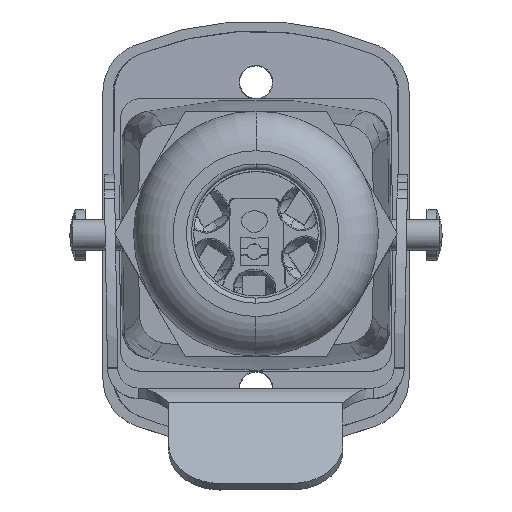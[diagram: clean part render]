
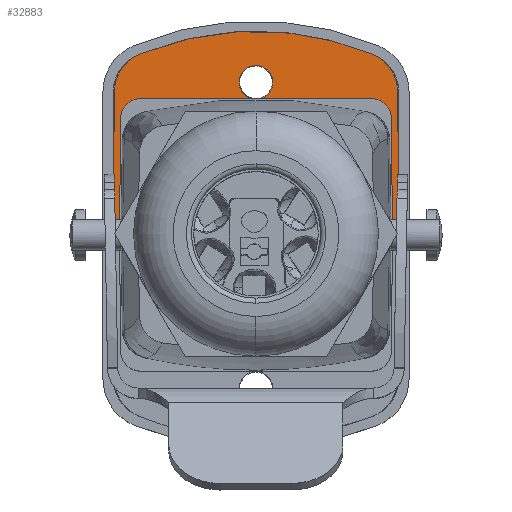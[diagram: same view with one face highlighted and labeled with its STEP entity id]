
A CAD part, top view. The second image highlights one B-rep face of the part: STEP entity #32883.
In plain terms, the highlighted planar face has unit normal (0, 0.018, 1).
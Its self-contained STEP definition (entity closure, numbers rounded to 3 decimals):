
#32853=AXIS2_PLACEMENT_3D('Plane Axis2P3D',#32850,#32851,#32852) ;
#31989=CARTESIAN_POINT('Line Origine',(5.25,25.024,8.15)) ;
#31993=CARTESIAN_POINT('Vertex',(6.25,25.024,8.15)) ;
#31995=CARTESIAN_POINT('Vertex',(4.25,25.024,8.15)) ;
#32054=CARTESIAN_POINT('Vertex',(32.25,25.024,8.15)) ;
#32057=CARTESIAN_POINT('Line Origine',(31.25,25.024,8.15)) ;
#32061=CARTESIAN_POINT('Vertex',(30.25,25.024,8.15)) ;
#32146=CARTESIAN_POINT('Vertex',(32.127,39.11,7.904)) ;
#32153=CARTESIAN_POINT('Vertex',(29.647,42.775,7.84)) ;
#32157=CARTESIAN_POINT('Control Point',(29.647,42.775,7.84)) ;
#32158=CARTESIAN_POINT('Control Point',(30.731,42.33,7.848)) ;
#32159=CARTESIAN_POINT('Control Point',(31.646,41.456,7.863)) ;
#32160=CARTESIAN_POINT('Control Point',(32.117,40.282,7.884)) ;
#32161=CARTESIAN_POINT('Control Point',(32.127,39.11,7.904)) ;
#32180=CARTESIAN_POINT('Vertex',(6.853,42.775,7.84)) ;
#32184=CARTESIAN_POINT('Control Point',(6.853,42.775,7.84)) ;
#32185=CARTESIAN_POINT('Control Point',(12.26,44.996,7.801)) ;
#32186=CARTESIAN_POINT('Control Point',(18.25,45.812,7.787)) ;
#32187=CARTESIAN_POINT('Control Point',(24.24,44.996,7.801)) ;
#32188=CARTESIAN_POINT('Control Point',(29.647,42.775,7.84)) ;
#32206=CARTESIAN_POINT('Vertex',(4.373,39.11,7.904)) ;
#32210=CARTESIAN_POINT('Control Point',(6.853,42.775,7.84)) ;
#32211=CARTESIAN_POINT('Control Point',(5.769,42.33,7.848)) ;
#32212=CARTESIAN_POINT('Control Point',(4.854,41.456,7.863)) ;
#32213=CARTESIAN_POINT('Control Point',(4.383,40.282,7.884)) ;
#32214=CARTESIAN_POINT('Control Point',(4.373,39.11,7.904)) ;
#32495=CARTESIAN_POINT('Vertex',(17.459,41.472,7.863)) ;
#32499=CARTESIAN_POINT('Control Point',(17.459,41.472,7.863)) ;
#32500=CARTESIAN_POINT('Control Point',(17.088,41.27,7.866)) ;
#32501=CARTESIAN_POINT('Control Point',(16.783,40.949,7.872)) ;
#32502=CARTESIAN_POINT('Control Point',(16.593,40.537,7.879)) ;
#32503=CARTESIAN_POINT('Control Point',(16.526,39.874,7.891)) ;
#32504=CARTESIAN_POINT('Control Point',(16.757,39.275,7.901)) ;
#32505=CARTESIAN_POINT('Control Point',(16.866,39.089,7.904)) ;
#32506=CARTESIAN_POINT('Control Point',(17.262,38.61,7.913)) ;
#32507=CARTESIAN_POINT('Control Point',(17.848,38.345,7.917)) ;
#32508=CARTESIAN_POINT('Control Point',(18.275,38.298,7.918)) ;
#32509=CARTESIAN_POINT('Control Point',(18.688,38.383,7.917)) ;
#32510=CARTESIAN_POINT('Control Point',(19.041,38.576,7.913)) ;
#32511=CARTESIAN_POINT('Vertex',(19.041,38.576,7.913)) ;
#32527=CARTESIAN_POINT('Control Point',(19.041,38.576,7.913)) ;
#32528=CARTESIAN_POINT('Control Point',(19.412,38.779,7.91)) ;
#32529=CARTESIAN_POINT('Control Point',(19.717,39.1,7.904)) ;
#32530=CARTESIAN_POINT('Control Point',(19.907,39.512,7.897)) ;
#32531=CARTESIAN_POINT('Control Point',(19.974,40.174,7.886)) ;
#32532=CARTESIAN_POINT('Control Point',(19.743,40.773,7.875)) ;
#32533=CARTESIAN_POINT('Control Point',(19.634,40.959,7.872)) ;
#32534=CARTESIAN_POINT('Control Point',(19.238,41.439,7.863)) ;
#32535=CARTESIAN_POINT('Control Point',(18.652,41.703,7.859)) ;
#32536=CARTESIAN_POINT('Control Point',(18.225,41.751,7.858)) ;
#32537=CARTESIAN_POINT('Control Point',(17.812,41.665,7.86)) ;
#32538=CARTESIAN_POINT('Control Point',(17.459,41.472,7.863)) ;
#32670=CARTESIAN_POINT('Line Origine',(30.173,29.452,8.073)) ;
#32674=CARTESIAN_POINT('Vertex',(30.095,33.88,7.995)) ;
#32731=CARTESIAN_POINT('Vertex',(26.896,37.024,7.941)) ;
#32735=CARTESIAN_POINT('Control Point',(26.896,37.024,7.941)) ;
#32736=CARTESIAN_POINT('Control Point',(27.89,37.024,7.941)) ;
#32737=CARTESIAN_POINT('Control Point',(28.885,36.639,7.947)) ;
#32738=CARTESIAN_POINT('Control Point',(29.676,35.863,7.961)) ;
#32739=CARTESIAN_POINT('Control Point',(30.078,34.874,7.978)) ;
#32740=CARTESIAN_POINT('Control Point',(30.095,33.88,7.995)) ;
#32754=CARTESIAN_POINT('Line Origine',(18.25,37.024,7.941)) ;
#32758=CARTESIAN_POINT('Vertex',(9.604,37.024,7.941)) ;
#32782=CARTESIAN_POINT('Vertex',(6.405,33.88,7.995)) ;
#32786=CARTESIAN_POINT('Control Point',(9.604,37.024,7.941)) ;
#32787=CARTESIAN_POINT('Control Point',(8.61,37.024,7.941)) ;
#32788=CARTESIAN_POINT('Control Point',(7.615,36.639,7.947)) ;
#32789=CARTESIAN_POINT('Control Point',(6.824,35.863,7.961)) ;
#32790=CARTESIAN_POINT('Control Point',(6.422,34.874,7.978)) ;
#32791=CARTESIAN_POINT('Control Point',(6.405,33.88,7.995)) ;
#32805=CARTESIAN_POINT('Line Origine',(6.327,29.452,8.073)) ;
#32850=CARTESIAN_POINT('Axis2P3D Location',(18.25,25.024,8.15)) ;
#32855=CARTESIAN_POINT('Line Origine',(32.189,32.067,8.027)) ;
#32860=CARTESIAN_POINT('Line Origine',(4.311,32.067,8.027)) ;
#31990=DIRECTION('Vector Direction',(-1.,0.,0.)) ;
#32058=DIRECTION('Vector Direction',(-1.,0.,0.)) ;
#32671=DIRECTION('Vector Direction',(-0.017,1.,-0.017)) ;
#32755=DIRECTION('Vector Direction',(1.,0.,0.)) ;
#32806=DIRECTION('Vector Direction',(0.017,1.,-0.017)) ;
#32851=DIRECTION('Axis2P3D Direction',(0.,0.017,1.)) ;
#32852=DIRECTION('Axis2P3D XDirection',(0.,1.,-0.017)) ;
#32856=DIRECTION('Vector Direction',(-0.009,1.,-0.017)) ;
#32861=DIRECTION('Vector Direction',(0.009,1.,-0.017)) ;
#31991=VECTOR('Line Direction',#31990,1.) ;
#32059=VECTOR('Line Direction',#32058,1.) ;
#32672=VECTOR('Line Direction',#32671,1.) ;
#32756=VECTOR('Line Direction',#32755,1.) ;
#32807=VECTOR('Line Direction',#32806,1.) ;
#32857=VECTOR('Line Direction',#32856,1.) ;
#32862=VECTOR('Line Direction',#32861,1.) ;
#32866=ORIENTED_EDGE('',*,*,#32063,.F.) ;
#32867=ORIENTED_EDGE('',*,*,#32859,.T.) ;
#32868=ORIENTED_EDGE('',*,*,#32162,.F.) ;
#32869=ORIENTED_EDGE('',*,*,#32189,.F.) ;
#32870=ORIENTED_EDGE('',*,*,#32215,.T.) ;
#32871=ORIENTED_EDGE('',*,*,#32864,.F.) ;
#32872=ORIENTED_EDGE('',*,*,#31997,.F.) ;
#32873=ORIENTED_EDGE('',*,*,#32809,.T.) ;
#32874=ORIENTED_EDGE('',*,*,#32792,.F.) ;
#32875=ORIENTED_EDGE('',*,*,#32760,.T.) ;
#32876=ORIENTED_EDGE('',*,*,#32741,.T.) ;
#32877=ORIENTED_EDGE('',*,*,#32676,.F.) ;
#32880=ORIENTED_EDGE('',*,*,#32539,.F.) ;
#32881=ORIENTED_EDGE('',*,*,#32513,.F.) ;
#32882=FACE_BOUND('',#32879,.T.) ;
#32883=ADVANCED_FACE('Hauptk\X2\00F6\X0\rper',(#32878,#32882),#32854,.T.) ;
#32156=B_SPLINE_CURVE_WITH_KNOTS('',4,(#32157,#32158,#32159,#32160,#32161),.UNSPECIFIED.,.F.,.U.,(5,5),(0.,6.633),.UNSPECIFIED.) ;
#32183=B_SPLINE_CURVE_WITH_KNOTS('',4,(#32184,#32185,#32186,#32187,#32188),.UNSPECIFIED.,.F.,.U.,(5,5),(0.,33.066),.UNSPECIFIED.) ;
#32209=B_SPLINE_CURVE_WITH_KNOTS('',4,(#32210,#32211,#32212,#32213,#32214),.UNSPECIFIED.,.F.,.U.,(5,5),(0.,6.633),.UNSPECIFIED.) ;
#32498=B_SPLINE_CURVE_WITH_KNOTS('',5,(#32499,#32500,#32501,#32502,#32503,#32504,#32505,#32506,#32507,#32508,#32509,#32510),.UNSPECIFIED.,.F.,.U.,(6,3,3,6),(0.,2.986,4.483,7.331),.UNSPECIFIED.) ;
#32526=B_SPLINE_CURVE_WITH_KNOTS('',5,(#32527,#32528,#32529,#32530,#32531,#32532,#32533,#32534,#32535,#32536,#32537,#32538),.UNSPECIFIED.,.F.,.U.,(6,3,3,6),(0.,2.986,4.483,7.331),.UNSPECIFIED.) ;
#32734=B_SPLINE_CURVE_WITH_KNOTS('',5,(#32735,#32736,#32737,#32738,#32739,#32740),.UNSPECIFIED.,.F.,.U.,(6,6),(0.,7.03),.UNSPECIFIED.) ;
#32785=B_SPLINE_CURVE_WITH_KNOTS('',5,(#32786,#32787,#32788,#32789,#32790,#32791),.UNSPECIFIED.,.F.,.U.,(6,6),(0.,7.03),.UNSPECIFIED.) ;
#31997=EDGE_CURVE('',#31994,#31996,#31992,.T.) ;
#32063=EDGE_CURVE('',#32055,#32062,#32060,.T.) ;
#32162=EDGE_CURVE('',#32154,#32147,#32156,.T.) ;
#32189=EDGE_CURVE('',#32181,#32154,#32183,.T.) ;
#32215=EDGE_CURVE('',#32181,#32207,#32209,.T.) ;
#32513=EDGE_CURVE('',#32496,#32512,#32498,.T.) ;
#32539=EDGE_CURVE('',#32512,#32496,#32526,.T.) ;
#32676=EDGE_CURVE('',#32062,#32675,#32673,.T.) ;
#32741=EDGE_CURVE('',#32732,#32675,#32734,.T.) ;
#32760=EDGE_CURVE('',#32759,#32732,#32757,.T.) ;
#32792=EDGE_CURVE('',#32759,#32783,#32785,.T.) ;
#32809=EDGE_CURVE('',#31994,#32783,#32808,.T.) ;
#32859=EDGE_CURVE('',#32055,#32147,#32858,.T.) ;
#32864=EDGE_CURVE('',#31996,#32207,#32863,.T.) ;
#32865=EDGE_LOOP('',(#32866,#32867,#32868,#32869,#32870,#32871,#32872,#32873,#32874,#32875,#32876,#32877)) ;
#32879=EDGE_LOOP('',(#32880,#32881)) ;
#32878=FACE_OUTER_BOUND('',#32865,.T.) ;
#31992=LINE('Line',#31989,#31991) ;
#32060=LINE('Line',#32057,#32059) ;
#32673=LINE('Line',#32670,#32672) ;
#32757=LINE('Line',#32754,#32756) ;
#32808=LINE('Line',#32805,#32807) ;
#32858=LINE('Line',#32855,#32857) ;
#32863=LINE('Line',#32860,#32862) ;
#32854=PLANE('',#32853) ;
#31994=VERTEX_POINT('',#31993) ;
#31996=VERTEX_POINT('',#31995) ;
#32055=VERTEX_POINT('',#32054) ;
#32062=VERTEX_POINT('',#32061) ;
#32147=VERTEX_POINT('',#32146) ;
#32154=VERTEX_POINT('',#32153) ;
#32181=VERTEX_POINT('',#32180) ;
#32207=VERTEX_POINT('',#32206) ;
#32496=VERTEX_POINT('',#32495) ;
#32512=VERTEX_POINT('',#32511) ;
#32675=VERTEX_POINT('',#32674) ;
#32732=VERTEX_POINT('',#32731) ;
#32759=VERTEX_POINT('',#32758) ;
#32783=VERTEX_POINT('',#32782) ;
